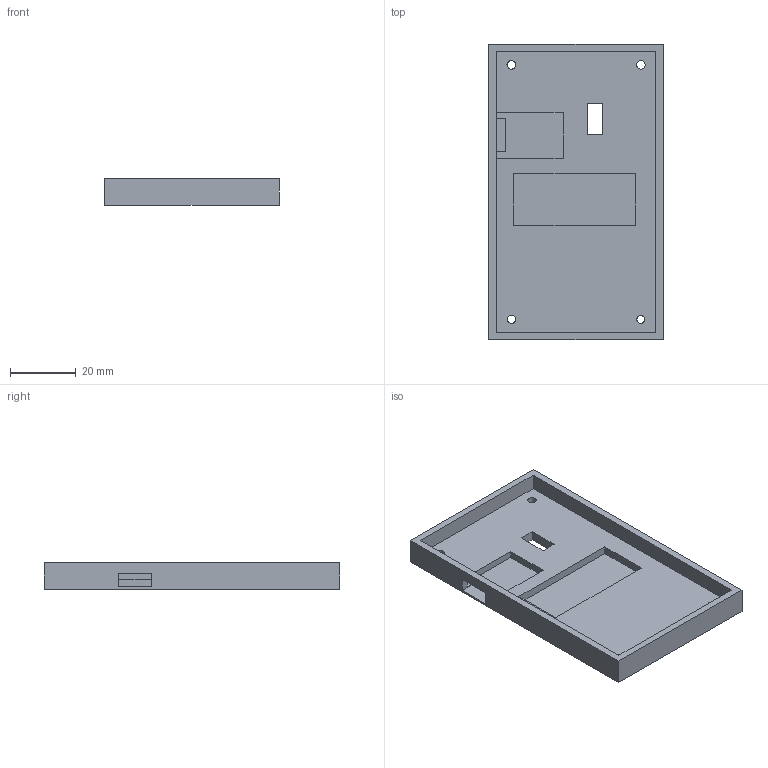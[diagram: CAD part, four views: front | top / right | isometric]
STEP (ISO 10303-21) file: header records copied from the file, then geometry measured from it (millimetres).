
FILE_DESCRIPTION(('FreeCAD Model'),'2;1');
FILE_NAME('Open CASCADE Shape Model','2025-10-24T17:03:08',('Author'),( ''),'Open CASCADE STEP processor 7.8','FreeCAD','Unknown');
FILE_SCHEMA(('AUTOMOTIVE_DESIGN { 1 0 10303 214 1 1 1 1 }'));
Length unit declared in the file: millimetre
Products named in the file (1): Body001
Bounding box: 53 x 90 x 8 mm (x, y, z)
Volume: 14979.5 mm3; surface area: 13619.2 mm2
Topology: 1 solids, 1 shells, 33 faces, 90 edges, 60 vertices
Faces by surface type: plane 29, cylinder 4
Full cylindrical faces by diameter (mm): 2.385 x1, 2.526 x1, 2.607 x1, 2.655 x1
Entity records: 1078 total; most frequent: CARTESIAN_POINT 184, ORIENTED_EDGE 180, DIRECTION 166, EDGE_CURVE 90, LINE 82, VECTOR 82, VERTEX_POINT 60, FACE_BOUND 46
